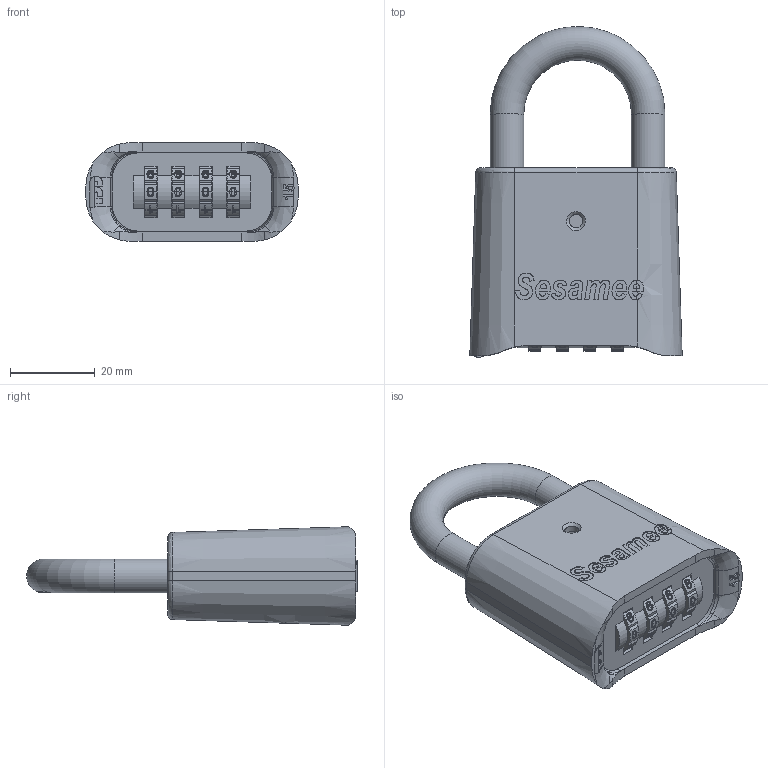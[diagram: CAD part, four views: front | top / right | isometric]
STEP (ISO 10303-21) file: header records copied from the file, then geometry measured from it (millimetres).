
FILE_DESCRIPTION(/* description */ ('4-DIAL RESETTABLE PADLOCK CARDED'),/* implementation_level */ '2;1');
FILE_NAME(/* name */ 'K0436.stp',/* time_stamp */ '2023-12-14T10:24:12-05:00',/* author */ ('dtinay'),/* organization */ (''),/* preprocessor_version */ 'ST-DEVELOPER v20',/* originating_system */ 'Autodesk Inventor 2024',/* authorisation */ '');
FILE_SCHEMA (('AUTOMOTIVE_DESIGN { 1 0 10303 214 3 1 1 }'));
Length unit declared in the file: inch
Products named in the file (5): K0436; 436-437 Lock Body; 436-437 Dial Slot; 436 Shackle; 436-437 Dial
Assembly tree (7 placements, depth 2):
  K0436
    436-437 Lock Body
    436-437 Dial Slot
    436 Shackle
    436-437 Dial  x4
Bounding box: 50.17 x 78.1 x 23.23 mm (x, y, z)
Volume: 25723.1 mm3; surface area: 18313.4 mm2
Topology: 7 solids, 7 shells, 2625 faces, 7126 edges, 4461 vertices
Faces by surface type: plane 1010, bspline 759, cylinder 709, sphere 104, torus 24, cone 19
Full cylindrical faces by diameter (mm): 3.194 x1, 3.429 x1, 4.487 x1, 4.762 x1, 7.938 x2, 8.306 x2
Entity records: 69664 total; most frequent: CARTESIAN_POINT 41120, ORIENTED_EDGE 6680, DIRECTION 4693, EDGE_CURVE 3340, VERTEX_POINT 2139, AXIS2_PLACEMENT_3D 1565, LINE 1563, VECTOR 1563
